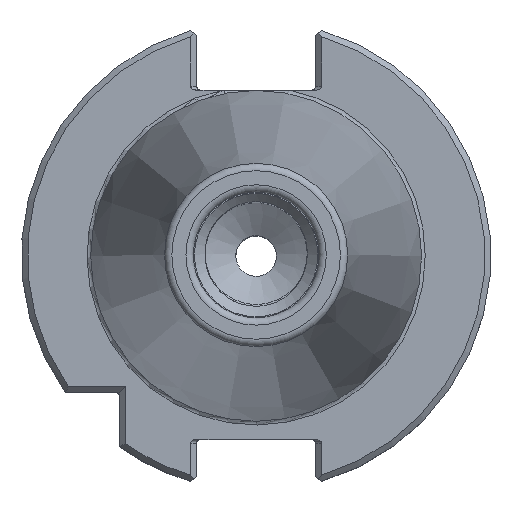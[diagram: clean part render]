
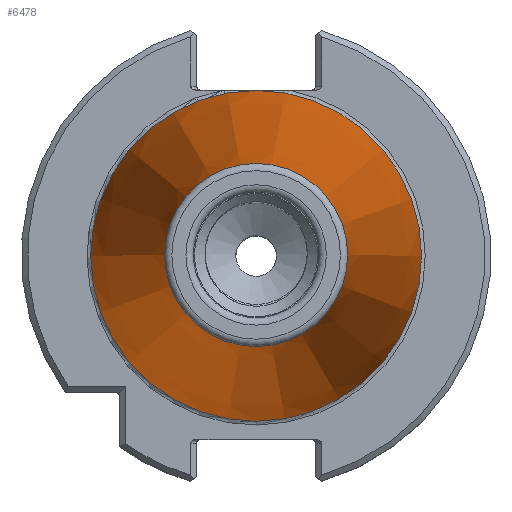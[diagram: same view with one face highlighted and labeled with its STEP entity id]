
A CAD part, top view. The second image highlights one B-rep face of the part: STEP entity #6478.
In plain terms, the highlighted conical face has half-angle 8.297 degrees and reference radius 22.395 mm.
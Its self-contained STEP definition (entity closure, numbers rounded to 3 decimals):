
#90=CONICAL_SURFACE('',#6863,22.395,0.145);
#1364=ORIENTED_EDGE('',*,*,#2340,.F.);
#1365=ORIENTED_EDGE('',*,*,#2261,.T.);
#2261=EDGE_CURVE('',#2842,#2842,#3188,.T.);
#2340=EDGE_CURVE('',#2877,#2877,#3214,.T.);
#2842=VERTEX_POINT('',#9097);
#2877=VERTEX_POINT('',#9328);
#3188=CIRCLE('',#6770,22.395);
#3214=CIRCLE('',#6864,12.397);
#3481=EDGE_LOOP('',(#1364));
#3482=EDGE_LOOP('',(#1365));
#3905=FACE_BOUND('',#3481,.T.);
#3906=FACE_BOUND('',#3482,.T.);
#6478=ADVANCED_FACE('',(#3905,#3906),#90,.T.);
#6770=AXIS2_PLACEMENT_3D('',#9096,#7489,#7490);
#6863=AXIS2_PLACEMENT_3D('',#9326,#7700,#7701);
#6864=AXIS2_PLACEMENT_3D('',#9327,#7702,#7703);
#7489=DIRECTION('',(0.,0.,1.));
#7490=DIRECTION('',(1.,0.,0.));
#7700=DIRECTION('',(0.,0.,-1.));
#7701=DIRECTION('',(-1.,0.,0.));
#7702=DIRECTION('',(0.,0.,1.));
#7703=DIRECTION('',(1.,0.,0.));
#9096=CARTESIAN_POINT('',(0.,0.,-1.163));
#9097=CARTESIAN_POINT('',(22.395,0.,-1.163));
#9326=CARTESIAN_POINT('',(0.,0.,-1.163));
#9327=CARTESIAN_POINT('',(0.,0.,67.394));
#9328=CARTESIAN_POINT('',(12.397,0.,67.394));
